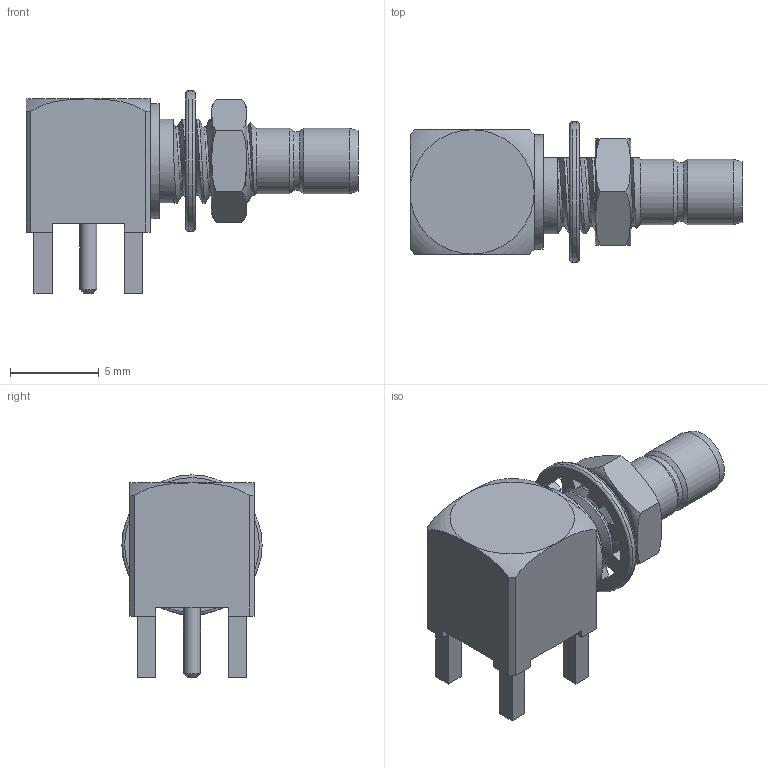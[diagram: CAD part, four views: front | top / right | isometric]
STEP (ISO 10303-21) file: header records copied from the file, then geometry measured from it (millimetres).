
FILE_DESCRIPTION(/* description */ ('Unknown'),/* implementation_level */ '2;1');
FILE_NAME(/* name */ '61611042121502',/* time_stamp */ '2020-01-17T11:18:08+01:00',/* author */ ('Unknown'),/* organization */ ('Unknown'),/* preprocessor_version */ 'ST-DEVELOPER v16.7',/* originating_system */ 'DEX',/* authorisation */ $);
FILE_SCHEMA (('AUTOMOTIVE_DESIGN {1 0 10303 214 3 1 1}'));
Length unit declared in the file: millimetre
Products named in the file (1): 61611042121502
Bounding box: 18.7 x 7.9 x 11.39 mm (x, y, z)
Volume: 1085.9 mm3; surface area: 1466.9 mm2
Topology: 4 solids, 4 shells, 268 faces, 742 edges, 486 vertices
Faces by surface type: plane 156, cylinder 70, cone 18, torus 16, bspline 8
Full cylindrical faces by diameter (mm): 0.5 x2, 0.96 x2, 2.12 x2, 2.9 x2, 3 x2, 3.32 x2, 3.68 x4, 6.48 x2, 7.9 x2
Entity records: 20189 total; most frequent: CARTESIAN_POINT 12463, ORIENTED_EDGE 1360, DIRECTION 1208, EDGE_CURVE 680, VERTEX_POINT 466, AXIS2_PLACEMENT_3D 423, LINE 362, VECTOR 362
